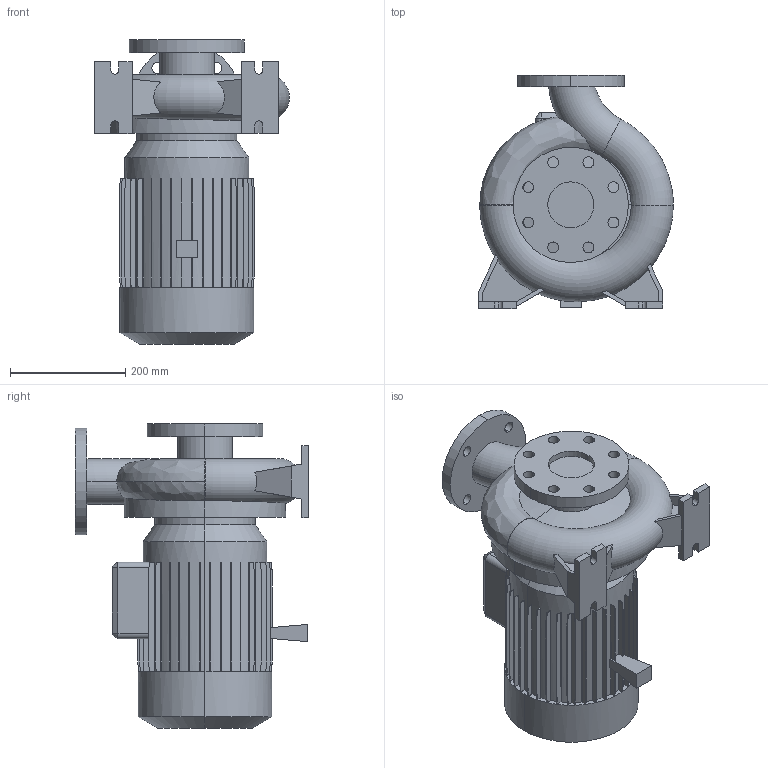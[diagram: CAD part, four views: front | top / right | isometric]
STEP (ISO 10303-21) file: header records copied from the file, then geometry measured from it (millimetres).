
FILE_DESCRIPTION (( 'STEP AP214' ), '1' );
FILE_NAME ('10010797swp01.step', '2021-10-12T14:44:43', ( '' ), ( '' ), 'SwSTEP 2.0', 'SolidWorks 2020', '' );
FILE_SCHEMA (( 'AUTOMOTIVE_DESIGN' ));
Length unit declared in the file: millimetre
Products named in the file (1): 10010797swp01
Bounding box: 338 x 405 x 528 mm (x, y, z)
Volume: 23603294.5 mm3; surface area: 904882.7 mm2
Topology: 1 solids, 1 shells, 393 faces, 1133 edges, 751 vertices
Faces by surface type: plane 316, cylinder 60, cone 10, torus 5, bspline 2
Entity records: 14382 total; most frequent: CARTESIAN_POINT 3891, ORIENTED_EDGE 2266, DIRECTION 2066, EDGE_CURVE 1133, LINE 882, VECTOR 882, VERTEX_POINT 751, AXIS2_PLACEMENT_3D 592
